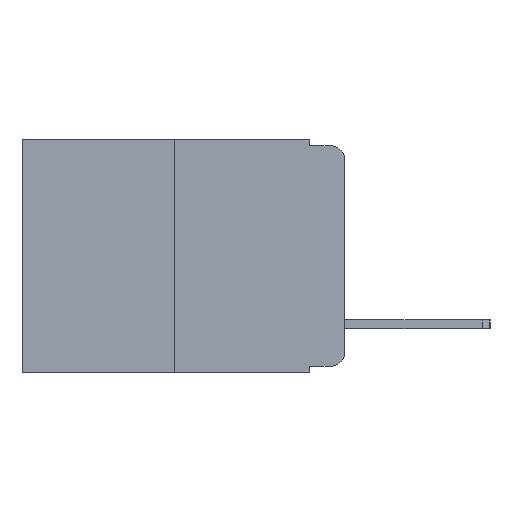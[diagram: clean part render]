
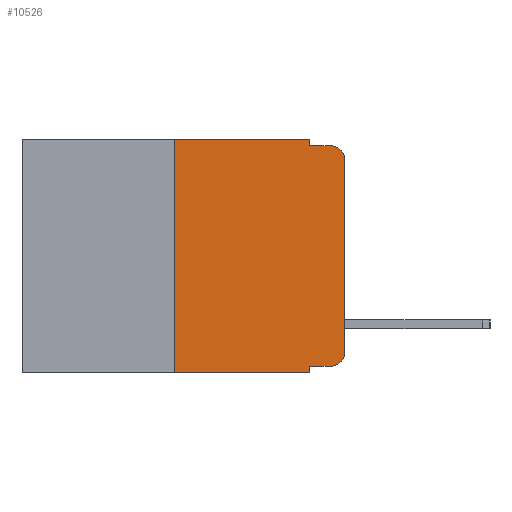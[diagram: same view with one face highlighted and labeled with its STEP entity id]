
A CAD part, left-side view. The second image highlights one B-rep face of the part: STEP entity #10526.
In plain terms, the highlighted planar face has unit normal (-1, 0, 0).
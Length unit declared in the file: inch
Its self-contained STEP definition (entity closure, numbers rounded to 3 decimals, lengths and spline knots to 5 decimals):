
#180 = DIRECTION ( 'NONE',  ( 0., -1., 0. ) ) ;
#224 = DIRECTION ( 'NONE',  ( -1., 0., 0. ) ) ;
#281 = CARTESIAN_POINT ( 'NONE',  ( 0., 0.051, 0. ) ) ;
#390 = CARTESIAN_POINT ( 'NONE',  ( 0., 0.051, -0.333 ) ) ;
#444 = EDGE_CURVE ( 'NONE', #7843, #7564, #7287, .T. ) ;
#681 = CARTESIAN_POINT ( 'NONE',  ( 0., 0.051, -0.343 ) ) ;
#857 = ORIENTED_EDGE ( 'NONE', *, *, #8577, .T. ) ;
#928 = CARTESIAN_POINT ( 'NONE',  ( 0., 0.25, 0. ) ) ;
#981 = VECTOR ( 'NONE', #8730, 39.37008 ) ;
#1326 = CARTESIAN_POINT ( 'NONE',  ( 0., 0.051, -0.01 ) ) ;
#1658 = DIRECTION ( 'NONE',  ( 0., 0., -1. ) ) ;
#1802 = VERTEX_POINT ( 'NONE', #12971 ) ;
#1868 = DIRECTION ( 'NONE',  ( 0., -1., 0. ) ) ;
#1900 = VERTEX_POINT ( 'NONE', #681 ) ;
#2661 = VERTEX_POINT ( 'NONE', #390 ) ;
#2676 = ORIENTED_EDGE ( 'NONE', *, *, #13924, .T. ) ;
#2811 = CARTESIAN_POINT ( 'NONE',  ( 0., 0.051, -0.333 ) ) ;
#2820 = LINE ( 'NONE', #13059, #9417 ) ;
#2852 = LINE ( 'NONE', #12650, #9062 ) ;
#2871 = DIRECTION ( 'NONE',  ( -1., 0., 0. ) ) ;
#3003 = VECTOR ( 'NONE', #180, 39.37008 ) ;
#3198 = AXIS2_PLACEMENT_3D ( 'NONE', #7868, #224, #9082 ) ;
#3470 = ORIENTED_EDGE ( 'NONE', *, *, #6861, .T. ) ;
#3998 = VECTOR ( 'NONE', #13529, 39.37008 ) ;
#4121 = PLANE ( 'NONE',  #4419 ) ;
#4419 = AXIS2_PLACEMENT_3D ( 'NONE', #12483, #9068, #1658 ) ;
#4624 = CARTESIAN_POINT ( 'NONE',  ( 0., 0.25, 0. ) ) ;
#5925 = VERTEX_POINT ( 'NONE', #6348 ) ;
#6009 = DIRECTION ( 'NONE',  ( 0., 0., 1. ) ) ;
#6017 = ORIENTED_EDGE ( 'NONE', *, *, #13198, .F. ) ;
#6111 = EDGE_CURVE ( 'NONE', #5925, #7724, #13033, .T. ) ;
#6128 = VECTOR ( 'NONE', #11691, 39.37008 ) ;
#6346 = LINE ( 'NONE', #2811, #3003 ) ;
#6348 = CARTESIAN_POINT ( 'NONE',  ( 0., 0.02, -0.333 ) ) ;
#6553 = CARTESIAN_POINT ( 'NONE',  ( 0., 0.051, 0. ) ) ;
#6670 = EDGE_LOOP ( 'NONE', ( #14593, #2676, #6017, #9264, #15282, #12663, #3470, #10001, #857, #10742 ) ) ;
#6744 = FACE_OUTER_BOUND ( 'NONE', #6670, .T. ) ;
#6861 = EDGE_CURVE ( 'NONE', #15546, #1900, #2852, .T. ) ;
#7287 = LINE ( 'NONE', #12746, #981 ) ;
#7564 = VERTEX_POINT ( 'NONE', #281 ) ;
#7724 = VERTEX_POINT ( 'NONE', #13931 ) ;
#7843 = VERTEX_POINT ( 'NONE', #928 ) ;
#7868 = CARTESIAN_POINT ( 'NONE',  ( 0., 0.02, -0.03 ) ) ;
#8348 = CARTESIAN_POINT ( 'NONE',  ( 0., 0.25, -0.343 ) ) ;
#8577 = EDGE_CURVE ( 'NONE', #2661, #5925, #6346, .T. ) ;
#8730 = DIRECTION ( 'NONE',  ( 0., -1., 0. ) ) ;
#8784 = LINE ( 'NONE', #4624, #9155 ) ;
#9062 = VECTOR ( 'NONE', #11549, 39.37008 ) ;
#9068 = DIRECTION ( 'NONE',  ( 1., 0., 0. ) ) ;
#9082 = DIRECTION ( 'NONE',  ( 0., 0., -1. ) ) ;
#9094 = VECTOR ( 'NONE', #1868, 39.37008 ) ;
#9155 = VECTOR ( 'NONE', #14053, 39.37008 ) ;
#9264 = ORIENTED_EDGE ( 'NONE', *, *, #10958, .F. ) ;
#9374 = LINE ( 'NONE', #12801, #6128 ) ;
#9384 = EDGE_CURVE ( 'NONE', #2661, #1900, #9374, .T. ) ;
#9417 = VECTOR ( 'NONE', #6009, 39.37008 ) ;
#10001 = ORIENTED_EDGE ( 'NONE', *, *, #9384, .F. ) ;
#10155 = EDGE_CURVE ( 'NONE', #15546, #7843, #8784, .T. ) ;
#10231 = CARTESIAN_POINT ( 'NONE',  ( 0., 0.02, -0.313 ) ) ;
#10363 = VERTEX_POINT ( 'NONE', #1326 ) ;
#10368 = VERTEX_POINT ( 'NONE', #11150 ) ;
#10526 = ADVANCED_FACE ( 'NONE', ( #6744 ), #4121, .F. ) ;
#10742 = ORIENTED_EDGE ( 'NONE', *, *, #6111, .T. ) ;
#10958 = EDGE_CURVE ( 'NONE', #7564, #10363, #11214, .T. ) ;
#11150 = CARTESIAN_POINT ( 'NONE',  ( 0., 0., -0.03 ) ) ;
#11214 = LINE ( 'NONE', #6553, #3998 ) ;
#11281 = CIRCLE ( 'NONE', #3198, 0.02 ) ;
#11313 = AXIS2_PLACEMENT_3D ( 'NONE', #10231, #2871, #11414 ) ;
#11414 = DIRECTION ( 'NONE',  ( 0., 0., -1. ) ) ;
#11549 = DIRECTION ( 'NONE',  ( 0., -1., 0. ) ) ;
#11691 = DIRECTION ( 'NONE',  ( 0., 0., -1. ) ) ;
#12483 = CARTESIAN_POINT ( 'NONE',  ( 0., 0.473, 0. ) ) ;
#12650 = CARTESIAN_POINT ( 'NONE',  ( 0., 0.473, -0.343 ) ) ;
#12663 = ORIENTED_EDGE ( 'NONE', *, *, #10155, .F. ) ;
#12746 = CARTESIAN_POINT ( 'NONE',  ( 0., 0.473, 0. ) ) ;
#12801 = CARTESIAN_POINT ( 'NONE',  ( 0., 0.051, 0. ) ) ;
#12971 = CARTESIAN_POINT ( 'NONE',  ( 0., 0.02, -0.01 ) ) ;
#13033 = CIRCLE ( 'NONE', #11313, 0.02 ) ;
#13059 = CARTESIAN_POINT ( 'NONE',  ( 0., 0., 0. ) ) ;
#13198 = EDGE_CURVE ( 'NONE', #10363, #1802, #15127, .T. ) ;
#13529 = DIRECTION ( 'NONE',  ( 0., 0., -1. ) ) ;
#13759 = CARTESIAN_POINT ( 'NONE',  ( 0., 0.051, -0.01 ) ) ;
#13924 = EDGE_CURVE ( 'NONE', #10368, #1802, #11281, .T. ) ;
#13931 = CARTESIAN_POINT ( 'NONE',  ( 0., 0., -0.313 ) ) ;
#14053 = DIRECTION ( 'NONE',  ( 0., 0., 1. ) ) ;
#14593 = ORIENTED_EDGE ( 'NONE', *, *, #14698, .T. ) ;
#14698 = EDGE_CURVE ( 'NONE', #7724, #10368, #2820, .T. ) ;
#15127 = LINE ( 'NONE', #13759, #9094 ) ;
#15282 = ORIENTED_EDGE ( 'NONE', *, *, #444, .F. ) ;
#15546 = VERTEX_POINT ( 'NONE', #8348 ) ;
